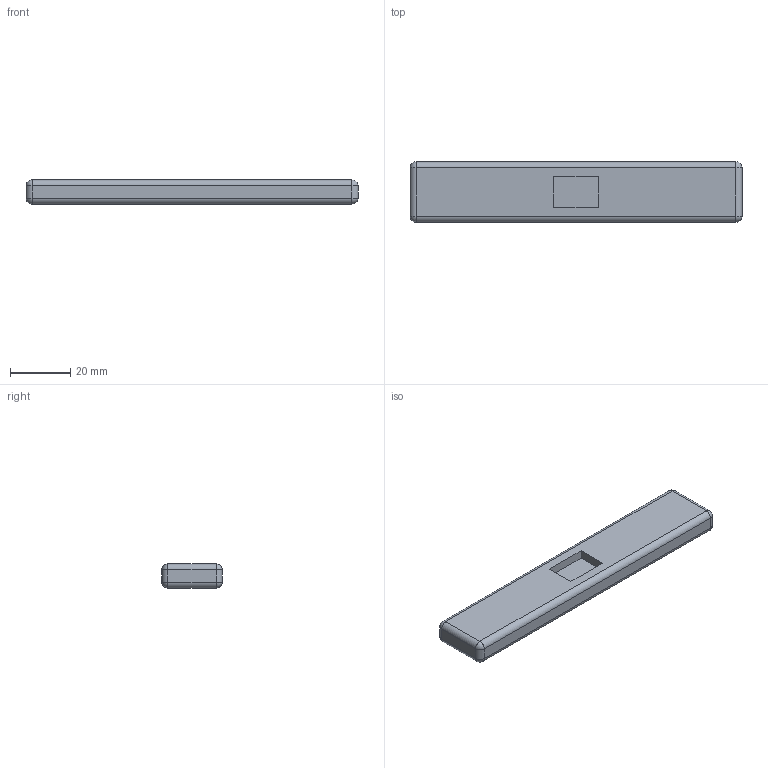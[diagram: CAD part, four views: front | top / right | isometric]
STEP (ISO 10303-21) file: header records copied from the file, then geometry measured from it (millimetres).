
FILE_DESCRIPTION(/* description */ (''),/* implementation_level */ '2;1');
FILE_NAME(/* name */ '15_TH_Plate.stp',/* time_stamp */ '2024-06-04T16:01:25+02:00',/* author */ ('JN'),/* organization */ (''),/* preprocessor_version */ 'ST-DEVELOPER v18.1',/* originating_system */ 'Autodesk Inventor 2022',/* authorisation */ '');
FILE_SCHEMA (('AUTOMOTIVE_DESIGN { 1 0 10303 214 3 1 1 }'));
Length unit declared in the file: millimetre
Products named in the file (1): clamp
Bounding box: 110 x 20 x 8 mm (x, y, z)
Volume: 16685.4 mm3; surface area: 6151.6 mm2
Topology: 1 solids, 1 shells, 31 faces, 60 edges, 32 vertices
Faces by surface type: cylinder 12, plane 11, sphere 8
Entity records: 807 total; most frequent: DIRECTION 148, CARTESIAN_POINT 124, ORIENTED_EDGE 120, EDGE_CURVE 60, AXIS2_PLACEMENT_3D 56, LINE 36, VECTOR 36, EDGE_LOOP 32
